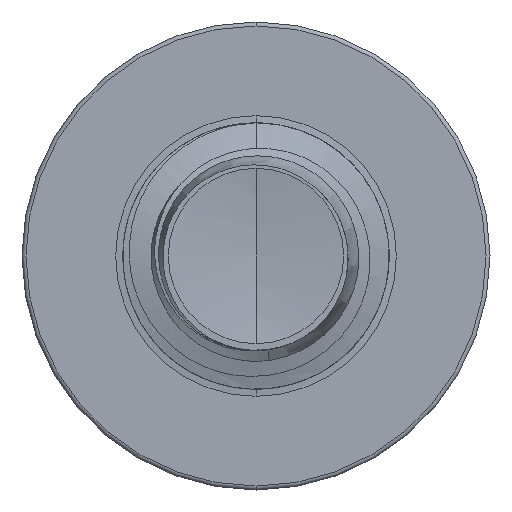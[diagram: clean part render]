
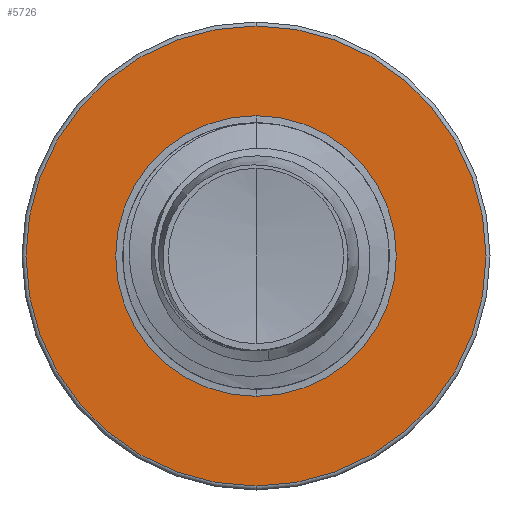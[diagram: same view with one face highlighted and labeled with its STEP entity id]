
A CAD part, front view. The second image highlights one B-rep face of the part: STEP entity #5726.
In plain terms, the highlighted planar face has unit normal (0, -1, 0).
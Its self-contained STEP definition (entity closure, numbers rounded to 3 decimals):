
#210 = DIRECTION ( 'NONE',  ( 0., 1., 0. ) ) ;
#435 = VERTEX_POINT ( 'NONE', #677 ) ;
#677 = CARTESIAN_POINT ( 'NONE',  ( 0., 17.5, -3.689 ) ) ;
#975 = CIRCLE ( 'NONE', #5551, 3.689 ) ;
#1275 = DIRECTION ( 'NONE',  ( 0., 0., 1. ) ) ;
#2596 = EDGE_LOOP ( 'NONE', ( #14428, #14478 ) ) ;
#2673 = CIRCLE ( 'NONE', #8987, 6.045 ) ;
#3756 = AXIS2_PLACEMENT_3D ( 'NONE', #16166, #4724, #17978 ) ;
#4081 = CARTESIAN_POINT ( 'NONE',  ( 0., 17.5, -3.689 ) ) ;
#4213 = EDGE_CURVE ( 'NONE', #12233, #9975, #15275, .T. ) ;
#4724 = DIRECTION ( 'NONE',  ( 0., 1., 0. ) ) ;
#4958 = VERTEX_POINT ( 'NONE', #11071 ) ;
#5551 = AXIS2_PLACEMENT_3D ( 'NONE', #9920, #22812, #11840 ) ;
#5722 = FACE_BOUND ( 'NONE', #21736, .T. ) ;
#5726 = ADVANCED_FACE ( 'NONE', ( #10537, #5722 ), #22794, .F. ) ;
#7619 = CIRCLE ( 'NONE', #3756, 3.689 ) ;
#8987 = AXIS2_PLACEMENT_3D ( 'NONE', #20348, #9194, #22145 ) ;
#9194 = DIRECTION ( 'NONE',  ( 0., 1., 0. ) ) ;
#9918 = EDGE_CURVE ( 'NONE', #9975, #12233, #2673, .T. ) ;
#9920 = CARTESIAN_POINT ( 'NONE',  ( 0., 17.5, 0. ) ) ;
#9975 = VERTEX_POINT ( 'NONE', #13042 ) ;
#10514 = AXIS2_PLACEMENT_3D ( 'NONE', #4081, #210, #13712 ) ;
#10537 = FACE_OUTER_BOUND ( 'NONE', #2596, .T. ) ;
#11071 = CARTESIAN_POINT ( 'NONE',  ( 0., 17.5, 3.689 ) ) ;
#11306 = AXIS2_PLACEMENT_3D ( 'NONE', #23718, #12832, #1275 ) ;
#11840 = DIRECTION ( 'NONE',  ( 0., 0., 1. ) ) ;
#12233 = VERTEX_POINT ( 'NONE', #20834 ) ;
#12832 = DIRECTION ( 'NONE',  ( 0., 1., 0. ) ) ;
#13042 = CARTESIAN_POINT ( 'NONE',  ( 0., 17.5, -6.045 ) ) ;
#13712 = DIRECTION ( 'NONE',  ( 0., 0., 1. ) ) ;
#14428 = ORIENTED_EDGE ( 'NONE', *, *, #4213, .F. ) ;
#14478 = ORIENTED_EDGE ( 'NONE', *, *, #9918, .F. ) ;
#14722 = ORIENTED_EDGE ( 'NONE', *, *, #17767, .T. ) ;
#14794 = ORIENTED_EDGE ( 'NONE', *, *, #15082, .T. ) ;
#15082 = EDGE_CURVE ( 'NONE', #435, #4958, #975, .T. ) ;
#15275 = CIRCLE ( 'NONE', #11306, 6.045 ) ;
#16166 = CARTESIAN_POINT ( 'NONE',  ( 0., 17.5, 0. ) ) ;
#17767 = EDGE_CURVE ( 'NONE', #4958, #435, #7619, .T. ) ;
#17978 = DIRECTION ( 'NONE',  ( 0., 0., 1. ) ) ;
#20348 = CARTESIAN_POINT ( 'NONE',  ( 0., 17.5, 0. ) ) ;
#20834 = CARTESIAN_POINT ( 'NONE',  ( 0., 17.5, 6.045 ) ) ;
#21736 = EDGE_LOOP ( 'NONE', ( #14722, #14794 ) ) ;
#22145 = DIRECTION ( 'NONE',  ( 0., 0., 1. ) ) ;
#22794 = PLANE ( 'NONE',  #10514 ) ;
#22812 = DIRECTION ( 'NONE',  ( 0., 1., 0. ) ) ;
#23718 = CARTESIAN_POINT ( 'NONE',  ( 0., 17.5, 0. ) ) ;
